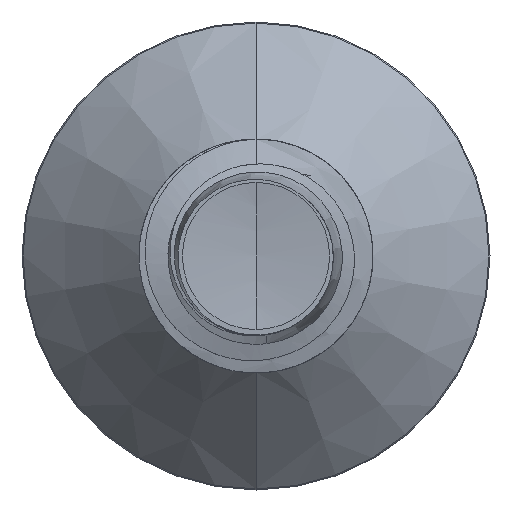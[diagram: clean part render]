
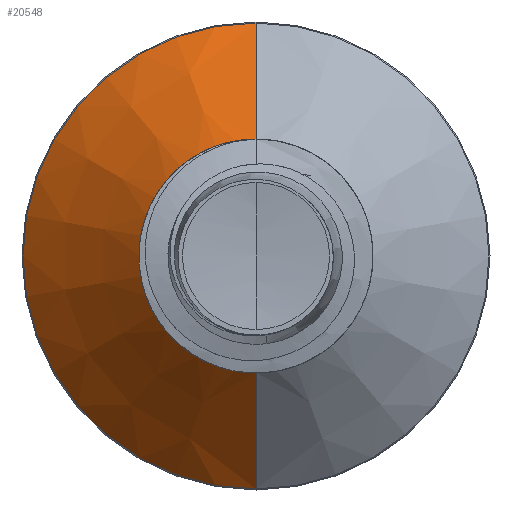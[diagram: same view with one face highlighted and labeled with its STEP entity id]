
A CAD part, front view. The second image highlights one B-rep face of the part: STEP entity #20548.
In plain terms, the highlighted conical face has half-angle 45 degrees and reference radius 0.996 mm.
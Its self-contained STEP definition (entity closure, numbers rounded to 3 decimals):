
#90 = LINE ( 'NONE', #19954, #8353 ) ;
#209 = VERTEX_POINT ( 'NONE', #1397 ) ;
#979 = CARTESIAN_POINT ( 'NONE',  ( 0., 6.646, 0. ) ) ;
#1253 = EDGE_LOOP ( 'NONE', ( #8272, #6762, #5965, #3128 ) ) ;
#1397 = CARTESIAN_POINT ( 'NONE',  ( 0., 7.641, -1.991 ) ) ;
#1561 = CARTESIAN_POINT ( 'NONE',  ( 0., 7.641, 0. ) ) ;
#3105 = FACE_OUTER_BOUND ( 'NONE', #1253, .T. ) ;
#3128 = ORIENTED_EDGE ( 'NONE', *, *, #3586, .F. ) ;
#3230 = DIRECTION ( 'NONE',  ( 0., 0., 1. ) ) ;
#3448 = AXIS2_PLACEMENT_3D ( 'NONE', #3497, #14935, #5154 ) ;
#3474 = CIRCLE ( 'NONE', #14705, 1.991 ) ;
#3497 = CARTESIAN_POINT ( 'NONE',  ( 0., 6.646, 0. ) ) ;
#3586 = EDGE_CURVE ( 'NONE', #209, #18078, #3474, .T. ) ;
#5154 = DIRECTION ( 'NONE',  ( 0., 0., 1. ) ) ;
#5965 = ORIENTED_EDGE ( 'NONE', *, *, #7147, .T. ) ;
#6762 = ORIENTED_EDGE ( 'NONE', *, *, #11544, .T. ) ;
#6992 = VECTOR ( 'NONE', #13964, 1000. ) ;
#7147 = EDGE_CURVE ( 'NONE', #9166, #18078, #90, .T. ) ;
#8272 = ORIENTED_EDGE ( 'NONE', *, *, #20534, .F. ) ;
#8284 = CARTESIAN_POINT ( 'NONE',  ( 0., 7.641, 1.991 ) ) ;
#8353 = VECTOR ( 'NONE', #19746, 1000. ) ;
#8599 = CARTESIAN_POINT ( 'NONE',  ( 0., 6.646, 0.996 ) ) ;
#9166 = VERTEX_POINT ( 'NONE', #8599 ) ;
#9182 = VERTEX_POINT ( 'NONE', #19873 ) ;
#9192 = DIRECTION ( 'NONE',  ( 0., 1., 0. ) ) ;
#10326 = CONICAL_SURFACE ( 'NONE', #17370, 0.996, 0.785 ) ;
#11544 = EDGE_CURVE ( 'NONE', #9182, #9166, #19164, .T. ) ;
#12470 = DIRECTION ( 'NONE',  ( 0., 0., 1. ) ) ;
#13058 = DIRECTION ( 'NONE',  ( 0., 1., 0. ) ) ;
#13964 = DIRECTION ( 'NONE',  ( 0., 0.707, -0.707 ) ) ;
#14035 = CARTESIAN_POINT ( 'NONE',  ( 0., 6.646, -0.996 ) ) ;
#14705 = AXIS2_PLACEMENT_3D ( 'NONE', #1561, #13058, #3230 ) ;
#14935 = DIRECTION ( 'NONE',  ( 0., 1., 0. ) ) ;
#17370 = AXIS2_PLACEMENT_3D ( 'NONE', #979, #9192, #12470 ) ;
#18078 = VERTEX_POINT ( 'NONE', #8284 ) ;
#19164 = CIRCLE ( 'NONE', #3448, 0.996 ) ;
#19376 = LINE ( 'NONE', #14035, #6992 ) ;
#19746 = DIRECTION ( 'NONE',  ( 0., 0.707, 0.707 ) ) ;
#19873 = CARTESIAN_POINT ( 'NONE',  ( 0., 6.646, -0.996 ) ) ;
#19954 = CARTESIAN_POINT ( 'NONE',  ( 0., 6.646, 0.996 ) ) ;
#20534 = EDGE_CURVE ( 'NONE', #9182, #209, #19376, .T. ) ;
#20548 = ADVANCED_FACE ( 'NONE', ( #3105 ), #10326, .T. ) ;
